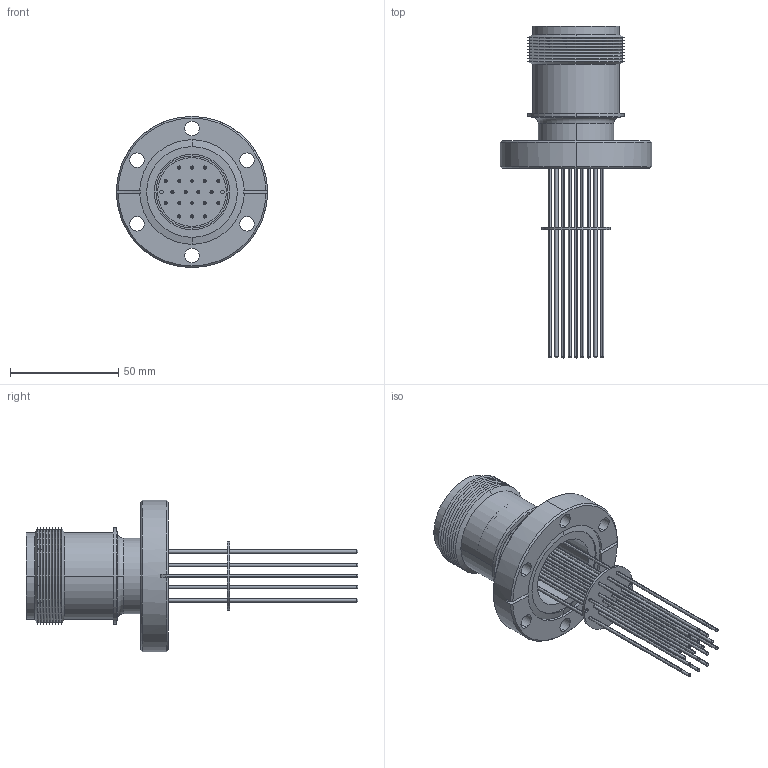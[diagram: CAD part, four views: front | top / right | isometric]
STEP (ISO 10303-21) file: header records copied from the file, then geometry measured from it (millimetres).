
FILE_DESCRIPTION (( 'STEP AP203' ), '1' );
FILE_NAME ('A0206-2-CF.STEP', '2013-04-08T16:44:24', ( '' ), ( '' ), 'SwSTEP 2.0', 'SolidWorks 2012', '' );
FILE_SCHEMA (( 'CONFIG_CONTROL_DESIGN' ));
Length unit declared in the file: inch
Products named in the file (1): A0206-2-CF
Bounding box: 69.85 x 153.29 x 69.85 mm (x, y, z)
Volume: 51771.4 mm3; surface area: 49428.4 mm2
Topology: 1 solids, 1 shells, 584 faces, 1383 edges, 910 vertices
Faces by surface type: cylinder 287, plane 130, torus 124, cone 43
Entity records: 20597 total; most frequent: CARTESIAN_POINT 6575, DIRECTION 3101, ORIENTED_EDGE 2766, EDGE_CURVE 1383, AXIS2_PLACEMENT_3D 1366, VERTEX_POINT 910, CIRCLE 781, EDGE_LOOP 747
